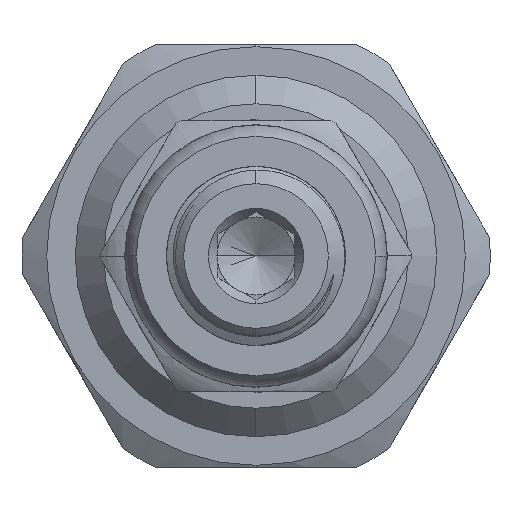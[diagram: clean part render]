
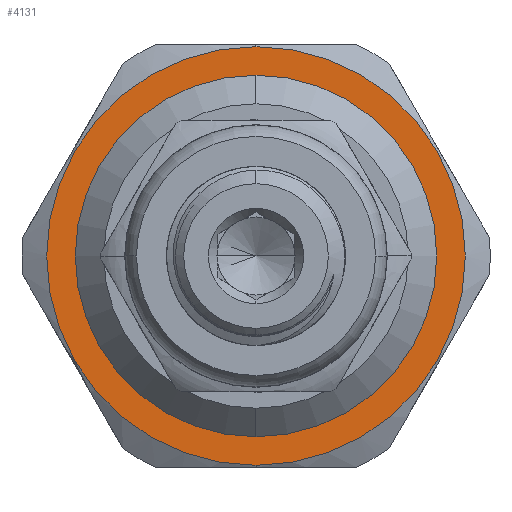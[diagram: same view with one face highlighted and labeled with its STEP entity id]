
A CAD part, left-side view. The second image highlights one B-rep face of the part: STEP entity #4131.
In plain terms, the highlighted planar face has unit normal (-1, 0, 0).
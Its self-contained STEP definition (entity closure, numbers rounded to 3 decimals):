
#98 = DIRECTION ( 'NONE',  ( -1., 0., 0. ) ) ;
#116 = EDGE_LOOP ( 'NONE', ( #2239, #12599 ) ) ;
#1024 = DIRECTION ( 'NONE',  ( -1., 0., 0. ) ) ;
#1050 = CARTESIAN_POINT ( 'NONE',  ( 12., 0., 0. ) ) ;
#1300 = VERTEX_POINT ( 'NONE', #14569 ) ;
#1525 = AXIS2_PLACEMENT_3D ( 'NONE', #14351, #1024, #8921 ) ;
#1812 = EDGE_CURVE ( 'NONE', #1300, #12105, #12781, .T. ) ;
#1935 = DIRECTION ( 'NONE',  ( 0., 0., 1. ) ) ;
#2239 = ORIENTED_EDGE ( 'NONE', *, *, #14132, .F. ) ;
#2304 = AXIS2_PLACEMENT_3D ( 'NONE', #1050, #9139, #9006 ) ;
#2450 = EDGE_CURVE ( 'NONE', #6462, #14367, #5274, .T. ) ;
#2996 = CARTESIAN_POINT ( 'NONE',  ( 12., 0., 11. ) ) ;
#3011 = ORIENTED_EDGE ( 'NONE', *, *, #3726, .T. ) ;
#3726 = EDGE_CURVE ( 'NONE', #12105, #1300, #10679, .T. ) ;
#4131 = ADVANCED_FACE ( 'NONE', ( #9439, #12589 ), #4161, .F. ) ;
#4161 = PLANE ( 'NONE',  #9979 ) ;
#4606 = CIRCLE ( 'NONE', #13769, 9.5 ) ;
#5165 = CARTESIAN_POINT ( 'NONE',  ( 12., 0., 0. ) ) ;
#5274 = CIRCLE ( 'NONE', #12115, 9.5 ) ;
#5315 = DIRECTION ( 'NONE',  ( -1., 0., 0. ) ) ;
#5500 = DIRECTION ( 'NONE',  ( 0., 0., -1. ) ) ;
#5681 = CARTESIAN_POINT ( 'NONE',  ( 12., 0., -9.5 ) ) ;
#6420 = CARTESIAN_POINT ( 'NONE',  ( 12., 9.5, 0. ) ) ;
#6462 = VERTEX_POINT ( 'NONE', #5681 ) ;
#6663 = DIRECTION ( 'NONE',  ( 1., 0., 0. ) ) ;
#7114 = ORIENTED_EDGE ( 'NONE', *, *, #1812, .T. ) ;
#8436 = EDGE_LOOP ( 'NONE', ( #7114, #3011 ) ) ;
#8921 = DIRECTION ( 'NONE',  ( 0., 0., 1. ) ) ;
#9006 = DIRECTION ( 'NONE',  ( 0., 0., 1. ) ) ;
#9139 = DIRECTION ( 'NONE',  ( -1., 0., 0. ) ) ;
#9439 = FACE_BOUND ( 'NONE', #116, .T. ) ;
#9979 = AXIS2_PLACEMENT_3D ( 'NONE', #6420, #6663, #5500 ) ;
#10308 = CARTESIAN_POINT ( 'NONE',  ( 12., 0., 0. ) ) ;
#10679 = CIRCLE ( 'NONE', #2304, 11. ) ;
#11419 = DIRECTION ( 'NONE',  ( 0., 0., 1. ) ) ;
#12105 = VERTEX_POINT ( 'NONE', #2996 ) ;
#12115 = AXIS2_PLACEMENT_3D ( 'NONE', #5165, #5315, #1935 ) ;
#12589 = FACE_OUTER_BOUND ( 'NONE', #8436, .T. ) ;
#12599 = ORIENTED_EDGE ( 'NONE', *, *, #2450, .F. ) ;
#12781 = CIRCLE ( 'NONE', #1525, 11. ) ;
#12799 = CARTESIAN_POINT ( 'NONE',  ( 12., 0., 9.5 ) ) ;
#13769 = AXIS2_PLACEMENT_3D ( 'NONE', #10308, #98, #11419 ) ;
#14132 = EDGE_CURVE ( 'NONE', #14367, #6462, #4606, .T. ) ;
#14351 = CARTESIAN_POINT ( 'NONE',  ( 12., 0., 0. ) ) ;
#14367 = VERTEX_POINT ( 'NONE', #12799 ) ;
#14569 = CARTESIAN_POINT ( 'NONE',  ( 12., 0., -11. ) ) ;
